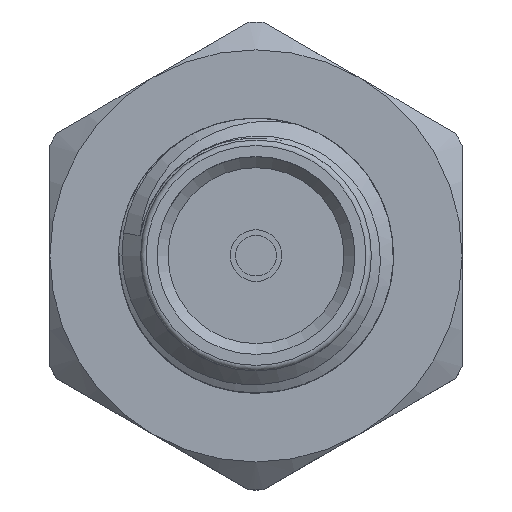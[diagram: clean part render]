
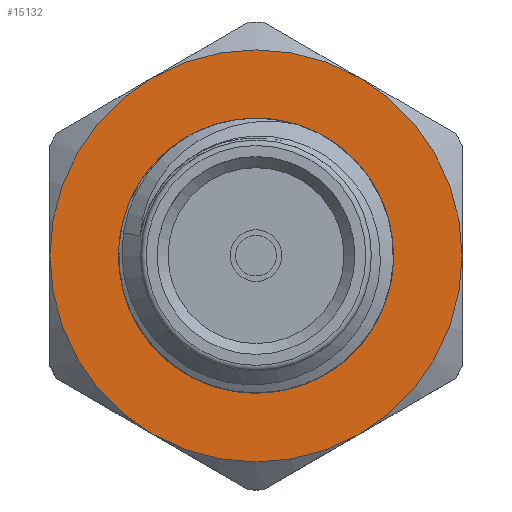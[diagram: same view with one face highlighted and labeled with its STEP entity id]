
A CAD part, top view. The second image highlights one B-rep face of the part: STEP entity #15132.
In plain terms, the highlighted planar face has unit normal (0, 0, 1).
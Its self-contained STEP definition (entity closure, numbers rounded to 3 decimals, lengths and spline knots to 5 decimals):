
#60 = DIRECTION ( 'NONE',  ( 1., 0., 0. ) ) ;
#91 = DIRECTION ( 'NONE',  ( 1., 0., 0. ) ) ;
#683 = VERTEX_POINT ( 'NONE', #30455 ) ;
#1665 = EDGE_CURVE ( 'NONE', #14951, #23933, #16190, .T. ) ;
#1850 = CARTESIAN_POINT ( 'NONE',  ( 0.09375, 0.16238, 0.2025 ) ) ;
#2065 = CIRCLE ( 'NONE', #21711, 0.105 ) ;
#2521 = ORIENTED_EDGE ( 'NONE', *, *, #1665, .T. ) ;
#3806 = DIRECTION ( 'NONE',  ( 0., 0., 1. ) ) ;
#3925 = CARTESIAN_POINT ( 'NONE',  ( 0., 0., 0.2025 ) ) ;
#4633 = VERTEX_POINT ( 'NONE', #32546 ) ;
#4688 = DIRECTION ( 'NONE',  ( 0., 0., 1. ) ) ;
#5442 = PLANE ( 'NONE',  #20753 ) ;
#6879 = EDGE_CURVE ( 'NONE', #7739, #4633, #22502, .T. ) ;
#7491 = DIRECTION ( 'NONE',  ( 1., 0., 0. ) ) ;
#7616 = DIRECTION ( 'NONE',  ( 0., 0., 1. ) ) ;
#7739 = VERTEX_POINT ( 'NONE', #29802 ) ;
#8184 = CARTESIAN_POINT ( 'NONE',  ( 0.1875, 0., 0.2025 ) ) ;
#8478 = EDGE_CURVE ( 'NONE', #4633, #683, #11825, .T. ) ;
#8640 = ORIENTED_EDGE ( 'NONE', *, *, #30543, .T. ) ;
#9029 = FACE_BOUND ( 'NONE', #28182, .T. ) ;
#9946 = AXIS2_PLACEMENT_3D ( 'NONE', #30908, #33640, #25380 ) ;
#10173 = DIRECTION ( 'NONE',  ( 1., 0., 0. ) ) ;
#10543 = CIRCLE ( 'NONE', #22659, 0.1875 ) ;
#10994 = CARTESIAN_POINT ( 'NONE',  ( 0.09375, -0.16238, 0.2025 ) ) ;
#11275 = ORIENTED_EDGE ( 'NONE', *, *, #8478, .T. ) ;
#11825 = CIRCLE ( 'NONE', #22751, 0.1875 ) ;
#13259 = DIRECTION ( 'NONE',  ( 0., 0., 1. ) ) ;
#13329 = CARTESIAN_POINT ( 'NONE',  ( 0., 0., 0.2025 ) ) ;
#14951 = VERTEX_POINT ( 'NONE', #8184 ) ;
#15132 = ADVANCED_FACE ( 'NONE', ( #20107, #9029 ), #5442, .T. ) ;
#15434 = CARTESIAN_POINT ( 'NONE',  ( 0.105, 0., 0.2025 ) ) ;
#16190 = CIRCLE ( 'NONE', #28816, 0.1875 ) ;
#16663 = CARTESIAN_POINT ( 'NONE',  ( 0., 0., 0.2025 ) ) ;
#17673 = ORIENTED_EDGE ( 'NONE', *, *, #6879, .T. ) ;
#18232 = CIRCLE ( 'NONE', #34816, 0.1875 ) ;
#18465 = DIRECTION ( 'NONE',  ( 0., 0., 1. ) ) ;
#18587 = VERTEX_POINT ( 'NONE', #15434 ) ;
#18734 = CARTESIAN_POINT ( 'NONE',  ( 0., 0., 0.2025 ) ) ;
#19215 = ORIENTED_EDGE ( 'NONE', *, *, #27851, .T. ) ;
#20075 = VERTEX_POINT ( 'NONE', #10994 ) ;
#20107 = FACE_OUTER_BOUND ( 'NONE', #24244, .T. ) ;
#20753 = AXIS2_PLACEMENT_3D ( 'NONE', #16663, #24897, #60 ) ;
#21711 = AXIS2_PLACEMENT_3D ( 'NONE', #3925, #3806, #25436 ) ;
#22502 = CIRCLE ( 'NONE', #9946, 0.1875 ) ;
#22659 = AXIS2_PLACEMENT_3D ( 'NONE', #34363, #18465, #29119 ) ;
#22751 = AXIS2_PLACEMENT_3D ( 'NONE', #32019, #7616, #7491 ) ;
#23931 = DIRECTION ( 'NONE',  ( 0., 0., 1. ) ) ;
#23933 = VERTEX_POINT ( 'NONE', #1850 ) ;
#24171 = DIRECTION ( 'NONE',  ( 1., 0., 0. ) ) ;
#24244 = EDGE_LOOP ( 'NONE', ( #8640, #2521, #19215, #17673, #11275, #27267 ) ) ;
#24580 = EDGE_CURVE ( 'NONE', #18587, #18587, #2065, .T. ) ;
#24897 = DIRECTION ( 'NONE',  ( 0., 0., 1. ) ) ;
#25380 = DIRECTION ( 'NONE',  ( 1., 0., 0. ) ) ;
#25436 = DIRECTION ( 'NONE',  ( 1., 0., 0. ) ) ;
#26125 = ORIENTED_EDGE ( 'NONE', *, *, #24580, .F. ) ;
#27267 = ORIENTED_EDGE ( 'NONE', *, *, #30099, .T. ) ;
#27851 = EDGE_CURVE ( 'NONE', #23933, #7739, #34492, .T. ) ;
#28182 = EDGE_LOOP ( 'NONE', ( #26125 ) ) ;
#28816 = AXIS2_PLACEMENT_3D ( 'NONE', #13329, #23931, #24171 ) ;
#29119 = DIRECTION ( 'NONE',  ( 1., 0., 0. ) ) ;
#29802 = CARTESIAN_POINT ( 'NONE',  ( -0.09375, 0.16238, 0.2025 ) ) ;
#30099 = EDGE_CURVE ( 'NONE', #683, #20075, #10543, .T. ) ;
#30455 = CARTESIAN_POINT ( 'NONE',  ( -0.09375, -0.16238, 0.2025 ) ) ;
#30543 = EDGE_CURVE ( 'NONE', #20075, #14951, #18232, .T. ) ;
#30908 = CARTESIAN_POINT ( 'NONE',  ( 0., 0., 0.2025 ) ) ;
#31365 = AXIS2_PLACEMENT_3D ( 'NONE', #34911, #4688, #10173 ) ;
#32019 = CARTESIAN_POINT ( 'NONE',  ( 0., 0., 0.2025 ) ) ;
#32546 = CARTESIAN_POINT ( 'NONE',  ( -0.1875, 0., 0.2025 ) ) ;
#33640 = DIRECTION ( 'NONE',  ( 0., 0., 1. ) ) ;
#34363 = CARTESIAN_POINT ( 'NONE',  ( 0., 0., 0.2025 ) ) ;
#34492 = CIRCLE ( 'NONE', #31365, 0.1875 ) ;
#34816 = AXIS2_PLACEMENT_3D ( 'NONE', #18734, #13259, #91 ) ;
#34911 = CARTESIAN_POINT ( 'NONE',  ( 0., 0., 0.2025 ) ) ;
